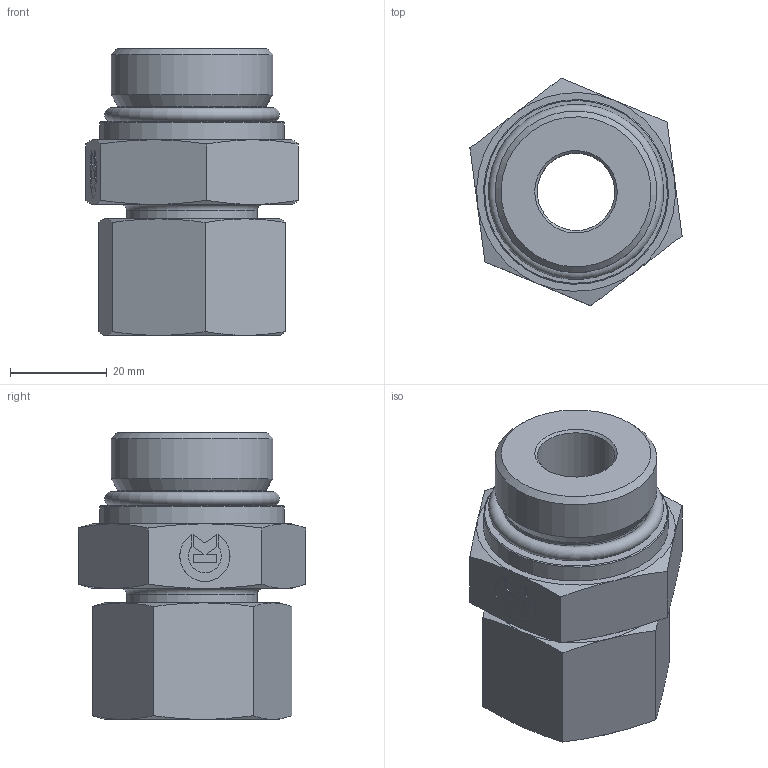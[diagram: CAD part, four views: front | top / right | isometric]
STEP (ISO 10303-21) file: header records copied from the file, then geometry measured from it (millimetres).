
FILE_DESCRIPTION((''),'2;1');
FILE_NAME('18220151630.stp','2014-09-18T11:45:58',(''),('KNOMI spol. s r. o.'),'Autodesk Inventor 2012','Autodesk Inventor 2012','');
FILE_SCHEMA(('AUTOMOTIVE_DESIGN { 1 2 10303 214 0 1 1 1 }'));
Length unit declared in the file: millimetre
Products named in the file (6): PHK-UN  20S1 5/16  1 5/16- 12UN/M30x2; 3982030; 40820; PHFUNF; 17420151630; 606297429590
Assembly tree (5 placements, depth 3):
  PHK-UN  20S1 5/16  1 5/16- 12UN/M30x2
    3982030
    40820
    PHFUNF
      17420151630
      606297429590
Bounding box: 43.73 x 46.94 x 59.1 mm (x, y, z)
Volume: 51779.8 mm3; surface area: 19496 mm2
Topology: 4 solids, 4 shells, 112 faces, 255 edges, 157 vertices
Faces by surface type: plane 52, cone 38, cylinder 16, torus 6
Full cylindrical faces by diameter (mm): 16 x1, 20 x3, 22.8 x1, 25 x1, 27 x1, 27.835 x1, 30 x1, 30.35 x1, 33.338 x1, 38.1 x1
Entity records: 3136 total; most frequent: CARTESIAN_POINT 582, DIRECTION 486, ORIENTED_EDGE 430, EDGE_CURVE 215, AXIS2_PLACEMENT_3D 196, EDGE_LOOP 157, VERTEX_POINT 148, STYLED_ITEM 116
